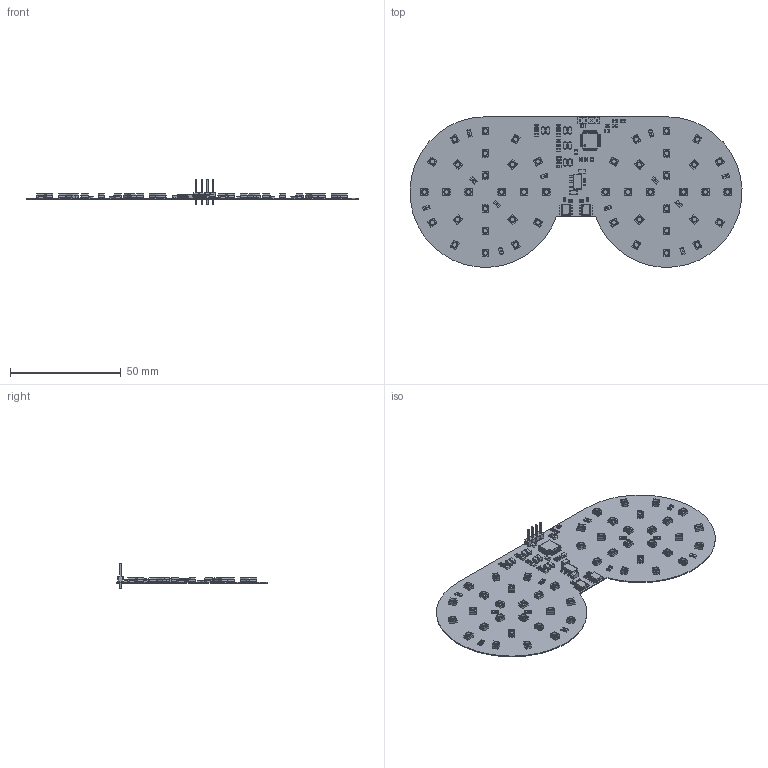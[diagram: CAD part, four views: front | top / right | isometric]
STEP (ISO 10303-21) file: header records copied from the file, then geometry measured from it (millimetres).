
FILE_DESCRIPTION(('Open CASCADE Model'),'2;1');
FILE_NAME('Open CASCADE Shape Model','2020-10-10T13:20:28',('Author'),( 'Open CASCADE'),'Open CASCADE STEP processor 6.8','Open CASCADE 6.8' ,'Unknown');
FILE_SCHEMA(('AUTOMOTIVE_DESIGN { 1 0 10303 214 1 1 1 1 }'));
Length unit declared in the file: millimetre
Products named in the file (157): PCB; Board; U1; 790399760; Body; Open_CASCADE_STEP_translator_6.8_6.1.1; Lead; Tab; D49; 790417296; Open_CASCADE_STEP_translator_6.8_16.1; Open_CASCADE_STEP_translator_6.8_16.2.1; Leader; D1; 150141M173100.STP--3DModel-STEP-143298; base; cover; housing; D2; D3; D4; D5; D6; D7; D8; D9; D10; D11; D12; D13; D14; D15; D16; D17; D18; D19; D20; D21; D22; D23 ...
Assembly tree (320 placements, depth 5):
  PCB
    Board
    U1
      790399760
        Body
          Open_CASCADE_STEP_translator_6.8_6.1.1
        Lead  x3
        Tab
    D49
      790417296
        Open_CASCADE_STEP_translator_6.8_16.1
        Body
          Open_CASCADE_STEP_translator_6.8_16.2.1
        Leader  x24
        Leader  x24
    D1
      150141M173100.STP--3DModel-STEP-143298
        base  x2
        base  x2
        cover
        housing
    D2
      150141M173100.STP--3DModel-STEP-143298
        base  x2
        base  x2
        cover
        housing
    D3
      150141M173100.STP--3DModel-STEP-143298
        base  x2
        base  x2
        cover
        housing
    D4
      150141M173100.STP--3DModel-STEP-143298
        base  x2
        base  x2
        cover
        housing
    D5
      150141M173100.STP--3DModel-STEP-143298
        base  x2
        base  x2
        cover
        housing
    D6
      150141M173100.STP--3DModel-STEP-143298
        base  x2
        base  x2
        cover
        housing
    D7
      150141M173100.STP--3DModel-STEP-143298
        base  x2
        base  x2
        cover
        housing
    D8
      150141M173100.STP--3DModel-STEP-143298
        base  x2
Bounding box: 149.9 x 67.94 x 11.54 mm (x, y, z)
Volume: 4498.4 mm3; surface area: 22185 mm2
Topology: 532 solids, 535 shells, 10051 faces, 24490 edges, 15649 vertices
Faces by surface type: plane 6826, cylinder 1739, bspline 1338, sphere 100, cone 48
Full cylindrical faces by diameter (mm): 0.5 x2, 0.8 x48, 0.875 x1
Entity records: 38305 total; most frequent: CARTESIAN_POINT 13441, DIRECTION 4147, ORIENTED_EDGE 3969, EDGE_CURVE 1986, AXIS2_PLACEMENT_3D 1387, LINE 1373, VECTOR 1373, VERTEX_POINT 1177
